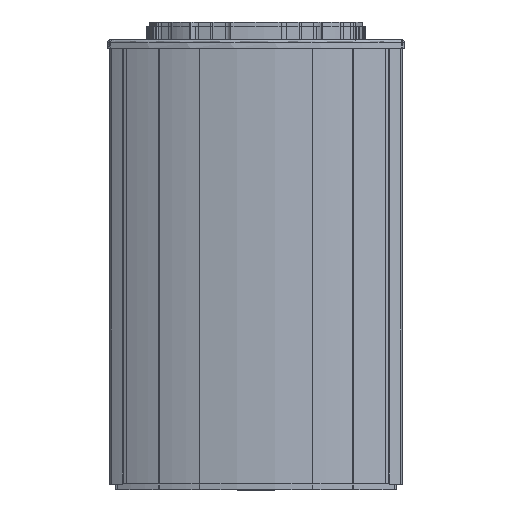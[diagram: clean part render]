
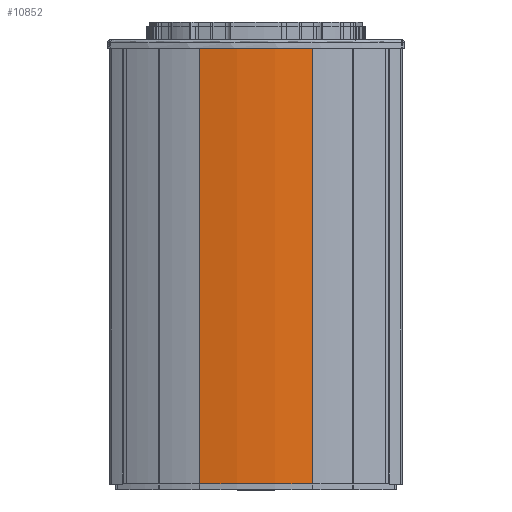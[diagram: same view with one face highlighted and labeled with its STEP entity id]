
A CAD part, top view. The second image highlights one B-rep face of the part: STEP entity #10852.
In plain terms, the highlighted cylindrical face has radius 185.6 mm (diameter 371.2 mm), a partial arc.
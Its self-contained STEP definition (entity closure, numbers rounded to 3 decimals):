
#8383 = VERTEX_POINT ( 'NONE', #37027 ) ;
#10439 = EDGE_CURVE ( 'NONE', #8383, #10679, #42131, .T. ) ;
#10608 = EDGE_CURVE ( 'NONE', #10679, #10797, #42106, .T. ) ;
#10679 = VERTEX_POINT ( 'NONE', #42090 ) ;
#10797 = VERTEX_POINT ( 'NONE', #42076 ) ;
#10851 = EDGE_CURVE ( 'NONE', #10912, #8383, #42068, .T. ) ;
#10852 = ADVANCED_FACE ( 'NONE', ( #42171 ), #42170, .T. ) ;
#10853 = EDGE_LOOP ( 'NONE', ( #10854, #10855, #10856, #10857 ) ) ;
#10854 = ORIENTED_EDGE ( 'NONE', *, *, #10942, .T. ) ;
#10855 = ORIENTED_EDGE ( 'NONE', *, *, #10851, .T. ) ;
#10856 = ORIENTED_EDGE ( 'NONE', *, *, #10439, .T. ) ;
#10857 = ORIENTED_EDGE ( 'NONE', *, *, #10608, .T. ) ;
#10912 = VERTEX_POINT ( 'NONE', #42401 ) ;
#10942 = EDGE_CURVE ( 'NONE', #10797, #10912, #42472, .T. ) ;
#37027 = CARTESIAN_POINT ( 'NONE',  ( 37.933, -38.434, 0. ) ) ;
#42067 = CARTESIAN_POINT ( 'NONE',  ( 37.933, -38.434, 301. ) ) ;
#42068 = LINE ( 'NONE', #42067, #42175 ) ;
#42076 = CARTESIAN_POINT ( 'NONE',  ( 37.933, 38.434, 301. ) ) ;
#42090 = CARTESIAN_POINT ( 'NONE',  ( 37.933, 38.434, 0. ) ) ;
#42102 = DIRECTION ( 'NONE',  ( 0., 0., 1. ) ) ;
#42104 = VECTOR ( 'NONE', #42102, 1000. ) ;
#42105 = CARTESIAN_POINT ( 'NONE',  ( 37.933, 38.434, 301. ) ) ;
#42106 = LINE ( 'NONE', #42105, #42104 ) ;
#42127 = DIRECTION ( 'NONE',  ( -1., 0., 0. ) ) ;
#42128 = DIRECTION ( 'NONE',  ( 0., 0., 1. ) ) ;
#42129 = CARTESIAN_POINT ( 'NONE',  ( -143.644, 0., 0. ) ) ;
#42130 = AXIS2_PLACEMENT_3D ( 'NONE', #42129, #42128, #42127 ) ;
#42131 = CIRCLE ( 'NONE', #42130, 185.6 ) ;
#42165 = DIRECTION ( 'NONE',  ( -1., 0., 0. ) ) ;
#42166 = DIRECTION ( 'NONE',  ( 0., 0., -1. ) ) ;
#42167 = CARTESIAN_POINT ( 'NONE',  ( -143.644, 0., 301. ) ) ;
#42168 = AXIS2_PLACEMENT_3D ( 'NONE', #42167, #42166, #42165 ) ;
#42170 = CYLINDRICAL_SURFACE ( 'NONE', #42168, 185.6 ) ;
#42171 = FACE_OUTER_BOUND ( 'NONE', #10853, .T. ) ;
#42173 = DIRECTION ( 'NONE',  ( 0., 0., -1. ) ) ;
#42175 = VECTOR ( 'NONE', #42173, 1000. ) ;
#42401 = CARTESIAN_POINT ( 'NONE',  ( 37.933, -38.434, 301. ) ) ;
#42468 = DIRECTION ( 'NONE',  ( -1., 0., 0. ) ) ;
#42469 = DIRECTION ( 'NONE',  ( 0., 0., -1. ) ) ;
#42470 = CARTESIAN_POINT ( 'NONE',  ( -143.644, 0., 301. ) ) ;
#42471 = AXIS2_PLACEMENT_3D ( 'NONE', #42470, #42469, #42468 ) ;
#42472 = CIRCLE ( 'NONE', #42471, 185.6 ) ;
